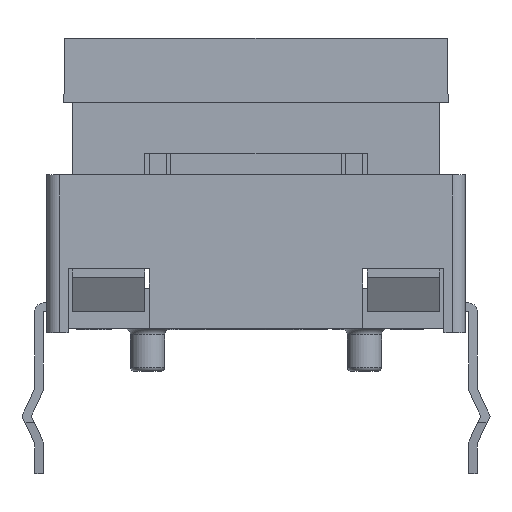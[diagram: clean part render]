
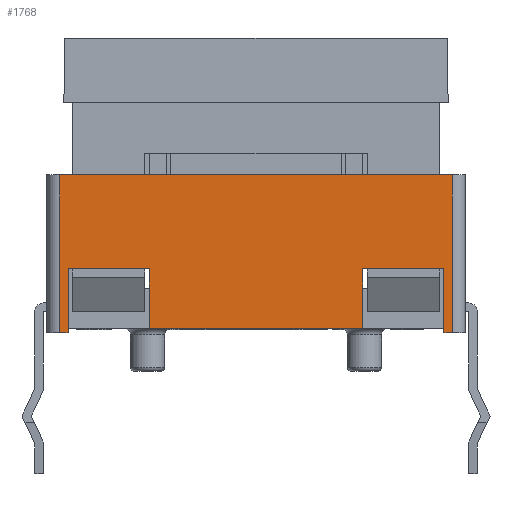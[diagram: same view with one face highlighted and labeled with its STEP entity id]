
A CAD part, front view. The second image highlights one B-rep face of the part: STEP entity #1768.
In plain terms, the highlighted planar face has unit normal (0, -1, 0).
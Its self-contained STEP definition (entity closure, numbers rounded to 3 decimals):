
#141 = VECTOR ( 'NONE', #30878, 1000. ) ;
#1768 = ADVANCED_FACE ( 'NONE', ( #16949 ), #16956, .T. ) ;
#3616 = VECTOR ( 'NONE', #31110, 1000. ) ;
#8787 = LINE ( 'NONE', #8788, #36158 ) ;
#8788 = CARTESIAN_POINT ( 'NONE',  ( 2.5, -4.9, 0.8 ) ) ;
#8789 = DIRECTION ( 'NONE',  ( -1., 0., 0. ) ) ;
#8819 = LINE ( 'NONE', #8824, #35872 ) ;
#8824 = CARTESIAN_POINT ( 'NONE',  ( -4.4, -4.9, 0.8 ) ) ;
#8826 = DIRECTION ( 'NONE',  ( 0., 0., -1. ) ) ;
#9347 = LINE ( 'NONE', #9348, #35984 ) ;
#9348 = CARTESIAN_POINT ( 'NONE',  ( -2.5, -4.9, 0.8 ) ) ;
#9349 = DIRECTION ( 'NONE',  ( -1., 0., 0. ) ) ;
#10468 = ORIENTED_EDGE ( 'NONE', *, *, #14205, .F. ) ;
#10470 = ORIENTED_EDGE ( 'NONE', *, *, #24278, .T. ) ;
#10472 = ORIENTED_EDGE ( 'NONE', *, *, #14154, .T. ) ;
#10473 = ORIENTED_EDGE ( 'NONE', *, *, #24539, .F. ) ;
#10474 = ORIENTED_EDGE ( 'NONE', *, *, #24275, .T. ) ;
#10489 = ORIENTED_EDGE ( 'NONE', *, *, #24446, .F. ) ;
#10570 = ORIENTED_EDGE ( 'NONE', *, *, #24271, .F. ) ;
#10571 = ORIENTED_EDGE ( 'NONE', *, *, #24264, .T. ) ;
#10576 = ORIENTED_EDGE ( 'NONE', *, *, #24436, .F. ) ;
#10612 = ORIENTED_EDGE ( 'NONE', *, *, #24296, .F. ) ;
#10614 = ORIENTED_EDGE ( 'NONE', *, *, #24248, .T. ) ;
#10641 = ORIENTED_EDGE ( 'NONE', *, *, #24273, .T. ) ;
#14154 = EDGE_CURVE ( 'NONE', #23624, #26585, #30873, .T. ) ;
#14205 = EDGE_CURVE ( 'NONE', #26646, #26585, #31108, .T. ) ;
#15984 = VERTEX_POINT ( 'NONE', #17329 ) ;
#16949 = FACE_OUTER_BOUND ( 'NONE', #35184, .T. ) ;
#16956 = PLANE ( 'NONE',  #25269 ) ;
#16957 = CARTESIAN_POINT ( 'NONE',  ( -4.9, -4.9, -0.7 ) ) ;
#16958 = DIRECTION ( 'NONE',  ( 0., -1., 0. ) ) ;
#16959 = DIRECTION ( 'NONE',  ( 1., 0., 0. ) ) ;
#17329 = CARTESIAN_POINT ( 'NONE',  ( -4.6, -4.9, -0.7 ) ) ;
#18996 = CARTESIAN_POINT ( 'NONE',  ( -4.4, -4.9, 0.8 ) ) ;
#18999 = CARTESIAN_POINT ( 'NONE',  ( -2.5, -4.9, -0.6 ) ) ;
#19001 = CARTESIAN_POINT ( 'NONE',  ( -4.4, -4.9, -0.7 ) ) ;
#19113 = CARTESIAN_POINT ( 'NONE',  ( 2.5, -4.9, 0.8 ) ) ;
#19120 = CARTESIAN_POINT ( 'NONE',  ( 4.6, -4.9, -0.7 ) ) ;
#19122 = CARTESIAN_POINT ( 'NONE',  ( 4.4, -4.9, 0.8 ) ) ;
#19304 = CARTESIAN_POINT ( 'NONE',  ( 2.5, -4.9, -0.6 ) ) ;
#21461 = LINE ( 'NONE', #21462, #36872 ) ;
#21462 = CARTESIAN_POINT ( 'NONE',  ( -4.9, -4.9, -0.7 ) ) ;
#21463 = DIRECTION ( 'NONE',  ( 1., 0., 0. ) ) ;
#21532 = LINE ( 'NONE', #21533, #36882 ) ;
#21533 = CARTESIAN_POINT ( 'NONE',  ( -2.5, -4.9, 0.8 ) ) ;
#21534 = DIRECTION ( 'NONE',  ( 0., 0., -1. ) ) ;
#21548 = LINE ( 'NONE', #21565, #36885 ) ;
#21558 = LINE ( 'NONE', #21559, #36887 ) ;
#21559 = CARTESIAN_POINT ( 'NONE',  ( 2.5, -4.9, -0.6 ) ) ;
#21560 = DIRECTION ( 'NONE',  ( -1., 0., 0. ) ) ;
#21565 = CARTESIAN_POINT ( 'NONE',  ( 4.4, -4.9, 0.8 ) ) ;
#21566 = DIRECTION ( 'NONE',  ( 0., 0., -1. ) ) ;
#21567 = LINE ( 'NONE', #21568, #36890 ) ;
#21568 = CARTESIAN_POINT ( 'NONE',  ( -4.6, -4.9, -0.7 ) ) ;
#21569 = DIRECTION ( 'NONE',  ( 0., 0., -1. ) ) ;
#21571 = LINE ( 'NONE', #21582, #36889 ) ;
#21582 = CARTESIAN_POINT ( 'NONE',  ( -4.9, -4.9, -0.7 ) ) ;
#21583 = DIRECTION ( 'NONE',  ( 1., 0., 0. ) ) ;
#21631 = LINE ( 'NONE', #21633, #36903 ) ;
#21633 = CARTESIAN_POINT ( 'NONE',  ( 2.5, -4.9, 0.8 ) ) ;
#21634 = DIRECTION ( 'NONE',  ( 0., 0., -1. ) ) ;
#22999 = CARTESIAN_POINT ( 'NONE',  ( 4.6, -4.9, 3. ) ) ;
#23053 = CARTESIAN_POINT ( 'NONE',  ( 4.4, -4.9, -0.7 ) ) ;
#23060 = CARTESIAN_POINT ( 'NONE',  ( -4.6, -4.9, 3. ) ) ;
#23062 = CARTESIAN_POINT ( 'NONE',  ( -2.5, -4.9, 0.8 ) ) ;
#23492 = VERTEX_POINT ( 'NONE', #18996 ) ;
#23497 = VERTEX_POINT ( 'NONE', #18999 ) ;
#23500 = VERTEX_POINT ( 'NONE', #19001 ) ;
#23617 = VERTEX_POINT ( 'NONE', #19113 ) ;
#23624 = VERTEX_POINT ( 'NONE', #19120 ) ;
#23626 = VERTEX_POINT ( 'NONE', #19122 ) ;
#23816 = VERTEX_POINT ( 'NONE', #19304 ) ;
#24248 = EDGE_CURVE ( 'NONE', #26639, #23624, #21461, .T. ) ;
#24264 = EDGE_CURVE ( 'NONE', #26648, #23497, #21532, .T. ) ;
#24271 = EDGE_CURVE ( 'NONE', #23816, #23497, #21558, .T. ) ;
#24273 = EDGE_CURVE ( 'NONE', #23626, #26639, #21548, .T. ) ;
#24275 = EDGE_CURVE ( 'NONE', #26646, #15984, #21567, .T. ) ;
#24278 = EDGE_CURVE ( 'NONE', #15984, #23500, #21571, .T. ) ;
#24296 = EDGE_CURVE ( 'NONE', #23617, #23816, #21631, .T. ) ;
#24436 = EDGE_CURVE ( 'NONE', #23626, #23617, #8787, .T. ) ;
#24446 = EDGE_CURVE ( 'NONE', #23492, #23500, #8819, .T. ) ;
#24539 = EDGE_CURVE ( 'NONE', #26648, #23492, #9347, .T. ) ;
#25269 = AXIS2_PLACEMENT_3D ( 'NONE', #16957, #16958, #16959 ) ;
#26585 = VERTEX_POINT ( 'NONE', #22999 ) ;
#26639 = VERTEX_POINT ( 'NONE', #23053 ) ;
#26646 = VERTEX_POINT ( 'NONE', #23060 ) ;
#26648 = VERTEX_POINT ( 'NONE', #23062 ) ;
#30869 = CARTESIAN_POINT ( 'NONE',  ( 4.6, -4.9, -0.7 ) ) ;
#30873 = LINE ( 'NONE', #30869, #141 ) ;
#30878 = DIRECTION ( 'NONE',  ( 0., 0., 1. ) ) ;
#31108 = LINE ( 'NONE', #31109, #3616 ) ;
#31109 = CARTESIAN_POINT ( 'NONE',  ( -4.9, -4.9, 3. ) ) ;
#31110 = DIRECTION ( 'NONE',  ( 1., 0., 0. ) ) ;
#35184 = EDGE_LOOP ( 'NONE', ( #10571, #10570, #10612, #10576, #10641, #10614, #10472, #10468, #10474, #10470, #10489, #10473 ) ) ;
#35872 = VECTOR ( 'NONE', #8826, 1000. ) ;
#35984 = VECTOR ( 'NONE', #9349, 1000. ) ;
#36158 = VECTOR ( 'NONE', #8789, 1000. ) ;
#36872 = VECTOR ( 'NONE', #21463, 1000. ) ;
#36882 = VECTOR ( 'NONE', #21534, 1000. ) ;
#36885 = VECTOR ( 'NONE', #21566, 1000. ) ;
#36887 = VECTOR ( 'NONE', #21560, 1000. ) ;
#36889 = VECTOR ( 'NONE', #21583, 1000. ) ;
#36890 = VECTOR ( 'NONE', #21569, 1000. ) ;
#36903 = VECTOR ( 'NONE', #21634, 1000. ) ;
